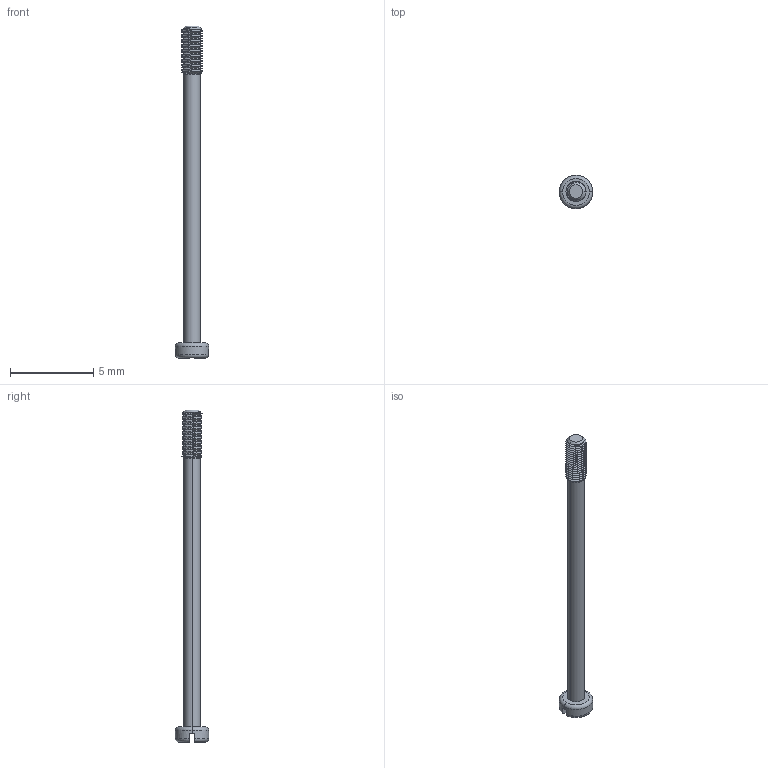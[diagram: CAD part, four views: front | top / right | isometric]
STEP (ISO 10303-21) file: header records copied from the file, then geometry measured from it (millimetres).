
FILE_DESCRIPTION (( 'STEP AP214' ), '1' );
FILE_NAME ('Vis.STEP', '2015-07-21T18:32:50', ( '' ), ( '' ), 'SwSTEP 2.0', 'SolidWorks 2015', '' );
FILE_SCHEMA (( 'AUTOMOTIVE_DESIGN' ));
Length unit declared in the file: millimetre
Products named in the file (1): Vis
Bounding box: 2 x 2 x 19.9 mm (x, y, z)
Volume: 17.7 mm3; surface area: 81.7 mm2
Topology: 1 solids, 1 shells, 68 faces, 189 edges, 124 vertices
Faces by surface type: cylinder 40, plane 17, cone 5, torus 4, bspline 2
Entity records: 3779 total; most frequent: CARTESIAN_POINT 2240, ORIENTED_EDGE 378, DIRECTION 257, EDGE_CURVE 189, VERTEX_POINT 124, AXIS2_PLACEMENT_3D 92, LINE 73, VECTOR 73
